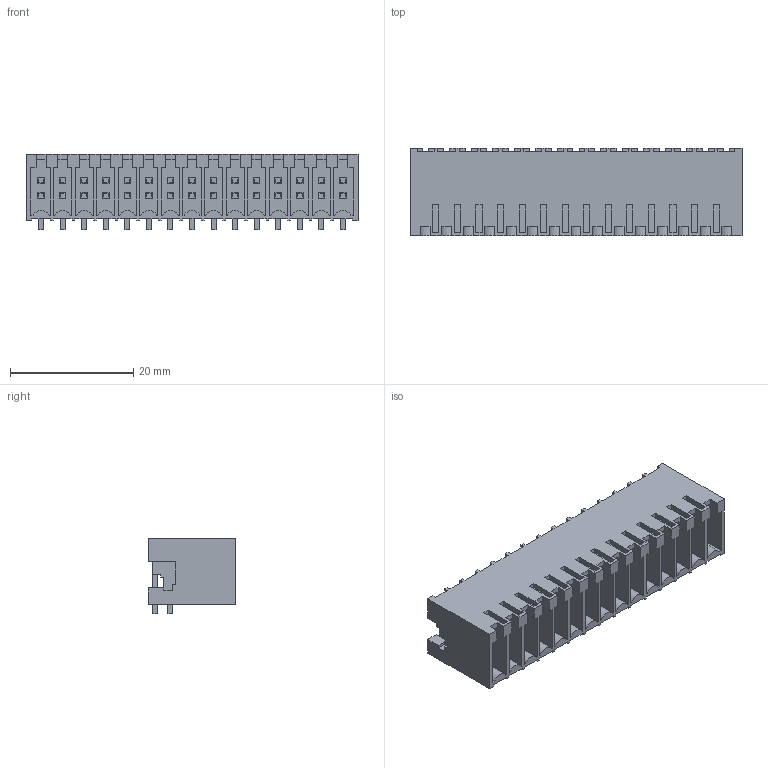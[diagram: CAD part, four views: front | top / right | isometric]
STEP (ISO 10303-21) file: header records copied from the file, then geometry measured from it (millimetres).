
FILE_DESCRIPTION(('CATIA V5 STEP Exchange','CAx-IF Rec.Pracs.--- Model Styling and Organization---1.2---2011-12-15'),'2;1');
FILE_NAME ('D1450668_0', '2018-03-29T10:00:04+00:00', ('none'), ('Weidmueller'), 'CATIA Version 5-6 Release 2014', 'CATIA V5 STEP AP214', 'none');
FILE_SCHEMA(('AUTOMOTIVE_DESIGN { 1 0 10303 214 1 1 1 1 }'));
Length unit declared in the file: millimetre
Products named in the file (1): 1289790000
Bounding box: 53.9 x 14.2 x 12.3 mm (x, y, z)
Volume: 4140.4 mm3; surface area: 9332.7 mm2
Topology: 31 solids, 31 shells, 1119 faces, 3268 edges, 2238 vertices
Faces by surface type: plane 1089, cylinder 30
Entity records: 33260 total; most frequent: ORIENTED_EDGE 6536, CARTESIAN_POINT 5957, DIRECTION 4168, EDGE_CURVE 3268, VECTOR 3208, LINE 3208, VERTEX_POINT 2238, EDGE_LOOP 1206
